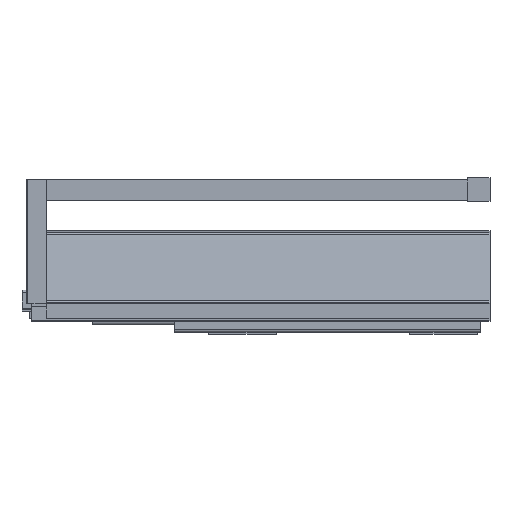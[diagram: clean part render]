
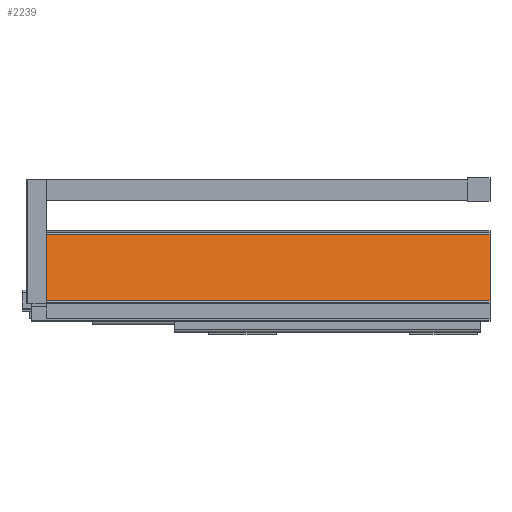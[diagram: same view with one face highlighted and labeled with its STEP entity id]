
A CAD part, top view. The second image highlights one B-rep face of the part: STEP entity #2239.
In plain terms, the highlighted planar face has unit normal (0, 0.208, 0.978).
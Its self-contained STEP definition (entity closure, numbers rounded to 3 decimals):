
#291 = LINE ( 'NONE', #8614, #1856 ) ;
#567 = VERTEX_POINT ( 'NONE', #1679 ) ;
#1086 = ORIENTED_EDGE ( 'NONE', *, *, #6028, .F. ) ;
#1203 = CARTESIAN_POINT ( 'NONE',  ( 0., 17.084, 34.466 ) ) ;
#1625 = LINE ( 'NONE', #10671, #9079 ) ;
#1679 = CARTESIAN_POINT ( 'NONE',  ( -425.5, 80.422, 21.003 ) ) ;
#1779 = DIRECTION ( 'NONE',  ( 1., 0., 0. ) ) ;
#1784 = VERTEX_POINT ( 'NONE', #1203 ) ;
#1856 = VECTOR ( 'NONE', #6696, 1000. ) ;
#2187 = CARTESIAN_POINT ( 'NONE',  ( 0., 80.422, 21.003 ) ) ;
#2239 = ADVANCED_FACE ( 'NONE', ( #2627 ), #10997, .T. ) ;
#2537 = ORIENTED_EDGE ( 'NONE', *, *, #4539, .F. ) ;
#2627 = FACE_OUTER_BOUND ( 'NONE', #3019, .T. ) ;
#3019 = EDGE_LOOP ( 'NONE', ( #2537, #4111, #8297, #1086 ) ) ;
#3547 = CARTESIAN_POINT ( 'NONE',  ( -442., 80.422, 21.003 ) ) ;
#4111 = ORIENTED_EDGE ( 'NONE', *, *, #8293, .T. ) ;
#4539 = EDGE_CURVE ( 'NONE', #567, #10478, #5255, .T. ) ;
#5255 = LINE ( 'NONE', #3547, #11929 ) ;
#5280 = DIRECTION ( 'NONE',  ( 0., -0.978, 0.208 ) ) ;
#5303 = DIRECTION ( 'NONE',  ( 0., 0.208, 0.978 ) ) ;
#6028 = EDGE_CURVE ( 'NONE', #10478, #1784, #291, .T. ) ;
#6696 = DIRECTION ( 'NONE',  ( 0., -0.978, 0.208 ) ) ;
#7150 = CARTESIAN_POINT ( 'NONE',  ( -425.5, 17.084, 34.466 ) ) ;
#7156 = EDGE_CURVE ( 'NONE', #8512, #1784, #11095, .T. ) ;
#8104 = AXIS2_PLACEMENT_3D ( 'NONE', #11059, #5303, #9173 ) ;
#8293 = EDGE_CURVE ( 'NONE', #567, #8512, #1625, .T. ) ;
#8297 = ORIENTED_EDGE ( 'NONE', *, *, #7156, .T. ) ;
#8512 = VERTEX_POINT ( 'NONE', #7150 ) ;
#8614 = CARTESIAN_POINT ( 'NONE',  ( 0., 80.422, 21.003 ) ) ;
#9079 = VECTOR ( 'NONE', #5280, 1000. ) ;
#9173 = DIRECTION ( 'NONE',  ( 0., -0.978, 0.208 ) ) ;
#9937 = DIRECTION ( 'NONE',  ( 1., 0., 0. ) ) ;
#10070 = CARTESIAN_POINT ( 'NONE',  ( 0., 17.084, 34.466 ) ) ;
#10478 = VERTEX_POINT ( 'NONE', #2187 ) ;
#10530 = VECTOR ( 'NONE', #9937, 1000. ) ;
#10671 = CARTESIAN_POINT ( 'NONE',  ( -425.5, 80.422, 21.003 ) ) ;
#10997 = PLANE ( 'NONE',  #8104 ) ;
#11059 = CARTESIAN_POINT ( 'NONE',  ( -442., 80.422, 21.003 ) ) ;
#11095 = LINE ( 'NONE', #10070, #10530 ) ;
#11929 = VECTOR ( 'NONE', #1779, 1000. ) ;
